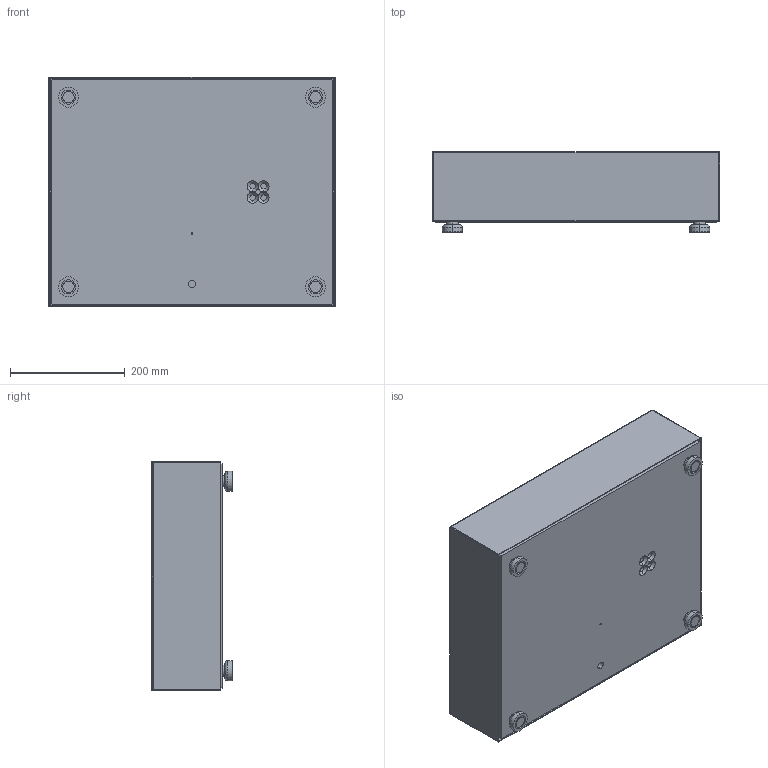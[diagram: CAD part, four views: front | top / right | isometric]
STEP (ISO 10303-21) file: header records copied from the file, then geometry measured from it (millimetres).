
FILE_DESCRIPTION (( 'STEP AP214' ), '1' );
FILE_NAME ('AM-400X500X140mm1.STEP', '2022-10-27T08:24:20', ( '' ), ( '' ), 'SwSTEP 2.0', 'SolidWorks 2022', '' );
FILE_SCHEMA (( 'AUTOMOTIVE_DESIGN' ));
Length unit declared in the file: millimetre
Products named in the file (5): AM-400x500上蓋; AM-400X500X140mm1; M8腳座; AM-390x490下板; AM-394x494上板
Assembly tree (7 placements, depth 2):
  AM-400X500X140mm1
    AM-390x490下板
    AM-394x494上板
    M8腳座  x4
    AM-400x500上蓋
Bounding box: 500 x 139.51 x 400 mm (x, y, z)
Volume: 4512737.2 mm3; surface area: 1652409.3 mm2
Topology: 7 solids, 7 shells, 165 faces, 386 edges, 240 vertices
Faces by surface type: cylinder 88, plane 49, cone 16, torus 8, sphere 4
Entity records: 3887 total; most frequent: DIRECTION 666, CARTESIAN_POINT 595, ORIENTED_EDGE 560, EDGE_CURVE 280, AXIS2_PLACEMENT_3D 269, VERTEX_POINT 174, CIRCLE 148, EDGE_LOOP 140
